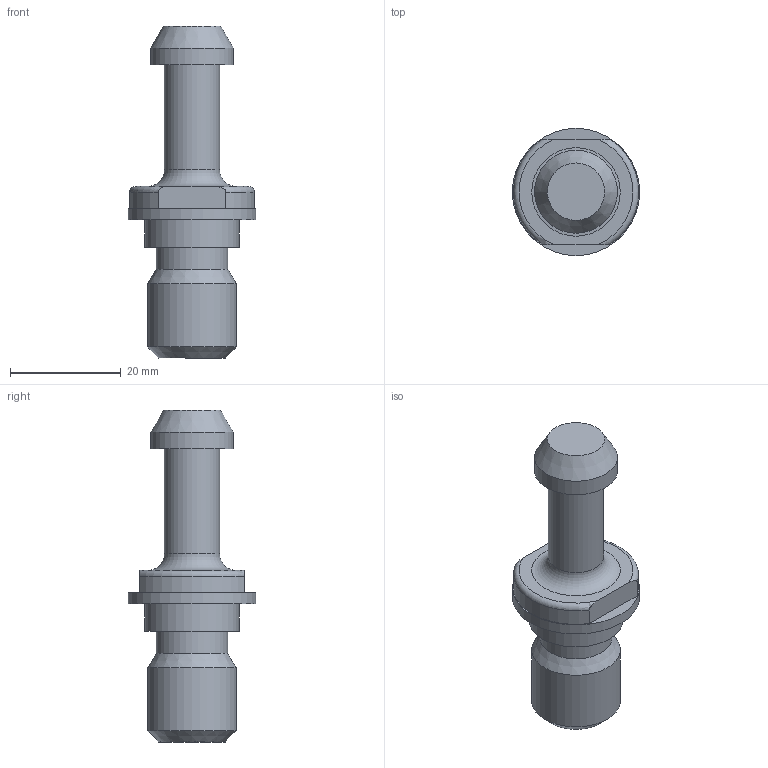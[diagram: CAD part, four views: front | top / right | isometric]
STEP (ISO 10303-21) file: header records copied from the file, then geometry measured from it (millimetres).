
FILE_DESCRIPTION((''),'1');
FILE_NAME('POM40MG.stp','2023-09-08T07:52:20',(''),(''),'Spatial Interop R21 SP3','Kubotek KeyCreator 2011 V10.0.2 (22737)',' ');
FILE_SCHEMA(('automotive_design'));
Length unit declared in the file: millimetre
Products named in the file (1): 240[2]
Bounding box: 23 x 23 x 60 mm (x, y, z)
Volume: 9843.5 mm3; surface area: 3562.5 mm2
Topology: 1 solids, 1 shells, 23 faces, 43 edges, 27 vertices
Faces by surface type: plane 9, cylinder 8, torus 3, cone 3
Full cylindrical faces by diameter (mm): 10 x1, 13 x1, 15 x1, 16 x1, 17 x1, 23 x1
Entity records: 1065 total; most frequent: CARTESIAN_POINT 160, DIRECTION 98, PRESENTATION_STYLE_ASSIGNMENT 81, COLOUR_RGB 81, ORIENTED_EDGE 66, STYLED_ITEM 57, CURVE_STYLE 57, DRAUGHTING_PRE_DEFINED_CURVE_FONT 57
